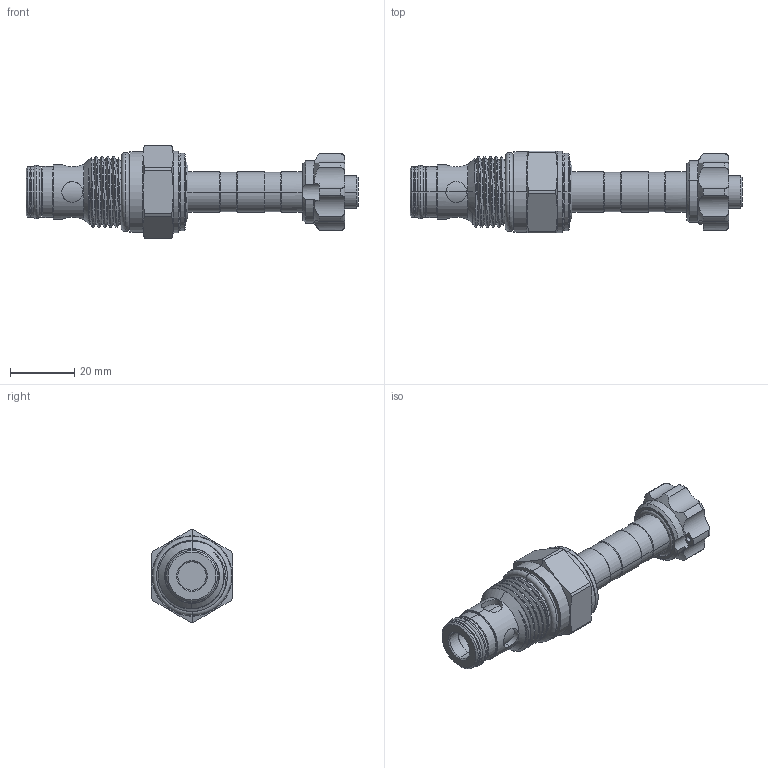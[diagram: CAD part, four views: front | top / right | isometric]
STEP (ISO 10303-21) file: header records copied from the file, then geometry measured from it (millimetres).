
FILE_DESCRIPTION (( 'STEP AP203' ), '1' );
FILE_NAME ('EP10W2A31M05.STEP', '2016-08-23T05:53:56', ( '' ), ( '' ), 'SwSTEP 2.0', 'SolidWorks 2012', '' );
FILE_SCHEMA (( 'CONFIG_CONTROL_DESIGN' ));
Length unit declared in the file: millimetre
Products named in the file (1): EP10W2A31M05
Bounding box: 103.2 x 25.4 x 28.8 mm (x, y, z)
Volume: 26148.7 mm3; surface area: 10807.2 mm2
Topology: 6 solids, 6 shells, 260 faces, 625 edges, 387 vertices
Faces by surface type: cylinder 124, cone 48, torus 40, plane 31, bspline 17
Entity records: 19442 total; most frequent: CARTESIAN_POINT 13564, ORIENTED_EDGE 1250, DIRECTION 1207, EDGE_CURVE 625, AXIS2_PLACEMENT_3D 518, VERTEX_POINT 387, EDGE_LOOP 282, CIRCLE 274
